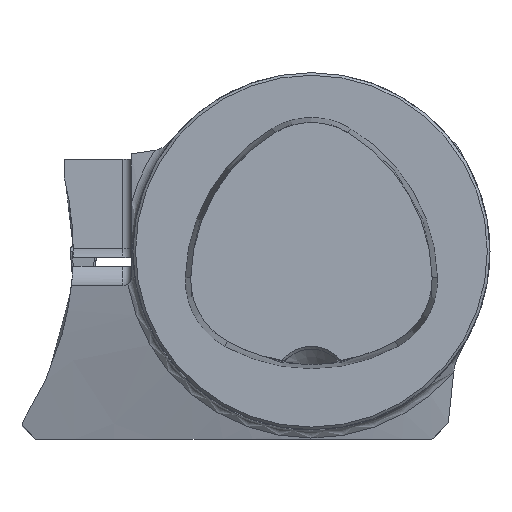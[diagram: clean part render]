
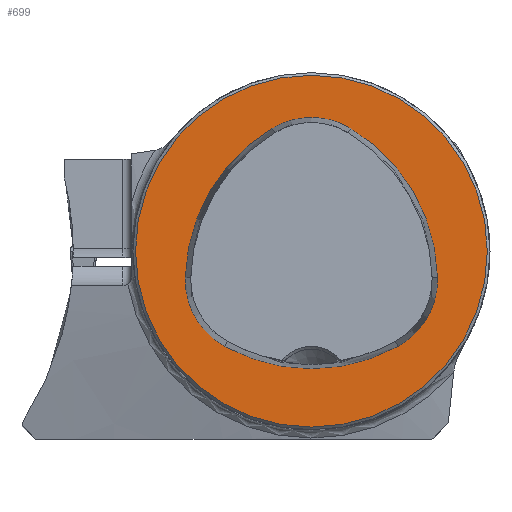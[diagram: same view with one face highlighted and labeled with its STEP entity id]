
A CAD part, top view. The second image highlights one B-rep face of the part: STEP entity #699.
In plain terms, the highlighted planar face has unit normal (0, 0, 1).
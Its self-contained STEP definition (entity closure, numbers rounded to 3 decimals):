
#154=FACE_BOUND('',#1028,.T.);
#155=FACE_BOUND('',#1029,.T.);
#258=PLANE('',#2982);
#699=ADVANCED_FACE('CU_FL_N1_SU_1',(#154,#155),#258,.T.);
#1028=EDGE_LOOP('',(#1477,#1478,#1479,#1480,#1481,#1482));
#1029=EDGE_LOOP('',(#1483));
#1175=CIRCLE('',#2973,20.063);
#1177=CIRCLE('',#2976,20.063);
#1178=CIRCLE('',#2977,8.563);
#1179=CIRCLE('',#2978,20.063);
#1180=CIRCLE('',#2979,8.563);
#1181=CIRCLE('',#2980,8.563);
#1182=CIRCLE('',#2981,19.7);
#1477=ORIENTED_EDGE('',*,*,#2497,.F.);
#1478=ORIENTED_EDGE('',*,*,#2498,.F.);
#1479=ORIENTED_EDGE('',*,*,#2499,.F.);
#1480=ORIENTED_EDGE('',*,*,#2500,.F.);
#1481=ORIENTED_EDGE('',*,*,#2494,.F.);
#1482=ORIENTED_EDGE('',*,*,#2501,.F.);
#1483=ORIENTED_EDGE('',*,*,#2502,.T.);
#2191=VERTEX_POINT('',#4684);
#2192=VERTEX_POINT('',#4686);
#2194=VERTEX_POINT('',#4692);
#2195=VERTEX_POINT('',#4693);
#2196=VERTEX_POINT('',#4695);
#2197=VERTEX_POINT('',#4697);
#2198=VERTEX_POINT('',#4701);
#2494=EDGE_CURVE('',#2191,#2192,#1175,.T.);
#2497=EDGE_CURVE('',#2194,#2195,#1177,.T.);
#2498=EDGE_CURVE('',#2196,#2194,#1178,.T.);
#2499=EDGE_CURVE('',#2197,#2196,#1179,.T.);
#2500=EDGE_CURVE('',#2192,#2197,#1180,.T.);
#2501=EDGE_CURVE('',#2195,#2191,#1181,.T.);
#2502=EDGE_CURVE('',#2198,#2198,#1182,.T.);
#2973=AXIS2_PLACEMENT_3D('',#4685,#3373,#3374);
#2976=AXIS2_PLACEMENT_3D('',#4691,#3380,#3381);
#2977=AXIS2_PLACEMENT_3D('',#4694,#3382,#3383);
#2978=AXIS2_PLACEMENT_3D('',#4696,#3384,#3385);
#2979=AXIS2_PLACEMENT_3D('',#4698,#3386,#3387);
#2980=AXIS2_PLACEMENT_3D('',#4699,#3388,#3389);
#2981=AXIS2_PLACEMENT_3D('',#4700,#3390,#3391);
#2982=AXIS2_PLACEMENT_3D('',#4702,#3392,#3393);
#3373=DIRECTION('',(0.,0.,1.));
#3374=DIRECTION('',(1.,0.,0.));
#3380=DIRECTION('',(0.,0.,1.));
#3381=DIRECTION('',(1.,0.,0.));
#3382=DIRECTION('',(0.,0.,1.));
#3383=DIRECTION('',(1.,0.,0.));
#3384=DIRECTION('',(0.,0.,1.));
#3385=DIRECTION('',(1.,0.,0.));
#3386=DIRECTION('',(0.,0.,1.));
#3387=DIRECTION('',(1.,0.,0.));
#3388=DIRECTION('',(0.,0.,1.));
#3389=DIRECTION('',(1.,0.,0.));
#3390=DIRECTION('',(0.,0.,1.));
#3391=DIRECTION('',(1.,0.,0.));
#3392=DIRECTION('',(0.,0.,1.));
#3393=DIRECTION('',(1.,0.,0.));
#4684=CARTESIAN_POINT('',(-9.704,-10.66,0.));
#4685=CARTESIAN_POINT('',(0.,6.9,0.));
#4686=CARTESIAN_POINT('',(9.704,-10.66,0.));
#4691=CARTESIAN_POINT('',(5.934,-3.451,0.));
#4692=CARTESIAN_POINT('',(-4.418,13.735,0.));
#4693=CARTESIAN_POINT('',(-14.123,-2.953,0.));
#4694=CARTESIAN_POINT('',(0.,6.4,0.));
#4695=CARTESIAN_POINT('',(4.418,13.735,0.));
#4696=CARTESIAN_POINT('',(-5.934,-3.451,0.));
#4697=CARTESIAN_POINT('',(14.123,-2.953,0.));
#4698=CARTESIAN_POINT('',(5.562,-3.165,0.));
#4699=CARTESIAN_POINT('',(-5.562,-3.165,0.));
#4700=CARTESIAN_POINT('',(0.,0.,0.));
#4701=CARTESIAN_POINT('',(19.7,0.,0.));
#4702=CARTESIAN_POINT('',(0.,0.,0.));
